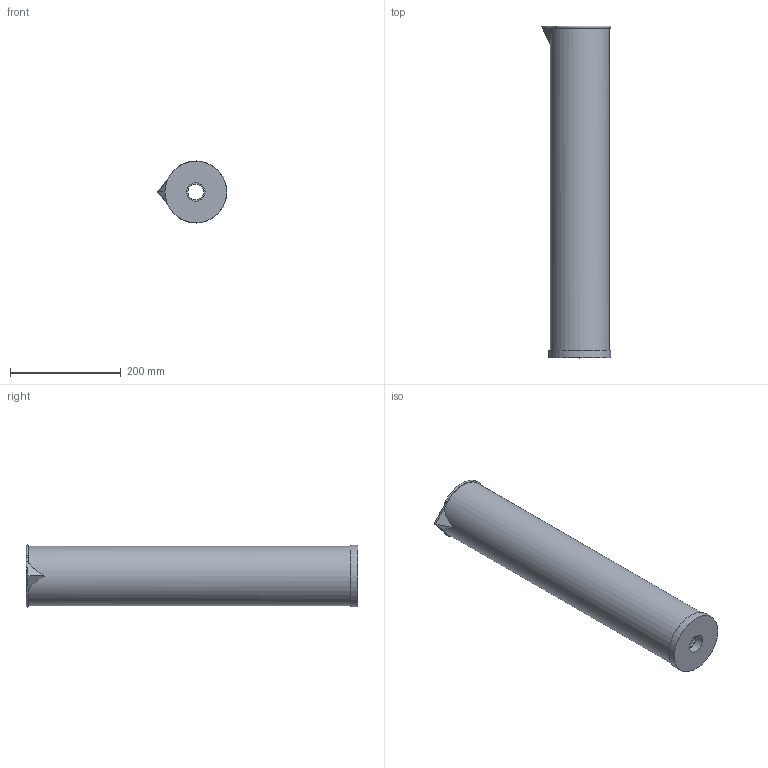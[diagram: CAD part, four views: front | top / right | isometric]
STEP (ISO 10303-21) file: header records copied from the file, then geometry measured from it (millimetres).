
FILE_DESCRIPTION((''),'2;1');
FILE_NAME('AC#1-4000_R0.stp','2016-11-09T16:15:49',('salesdesk5'),(''),'Autodesk Inventor 2009','Autodesk Inventor 2009','');
FILE_SCHEMA(('AUTOMOTIVE_DESIGN { 1 0 10303 214 1 1 1 1 }'));
Length unit declared in the file: inch
Products named in the file (3): AC#1-4000-F_R2 - Copy; AC-2B-4000-S; AC#1-4000-TUBE
Assembly tree (2 placements, depth 2):
  AC#1-4000-F_R2 - Copy
    AC-2B-4000-S
    AC#1-4000-TUBE
Bounding box: 125.7 x 598.62 x 111.87 mm (x, y, z)
Volume: 852121.8 mm3; surface area: 409102.3 mm2
Topology: 2 solids, 2 shells, 24 faces, 56 edges, 38 vertices
Faces by surface type: plane 11, cylinder 6, bspline 6, torus 1
Full cylindrical faces by diameter (mm): 28.575 x1, 33.299 x1, 99.398 x1, 100.33 x1, 106.68 x1, 111.252 x1
Entity records: 1092 total; most frequent: CARTESIAN_POINT 490, DIRECTION 114, ORIENTED_EDGE 98, AXIS2_PLACEMENT_3D 55, EDGE_CURVE 49, VERTEX_POINT 37, EDGE_LOOP 36, CIRCLE 26
